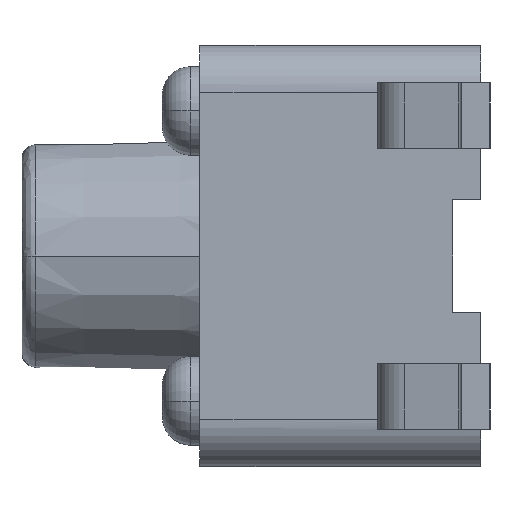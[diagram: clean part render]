
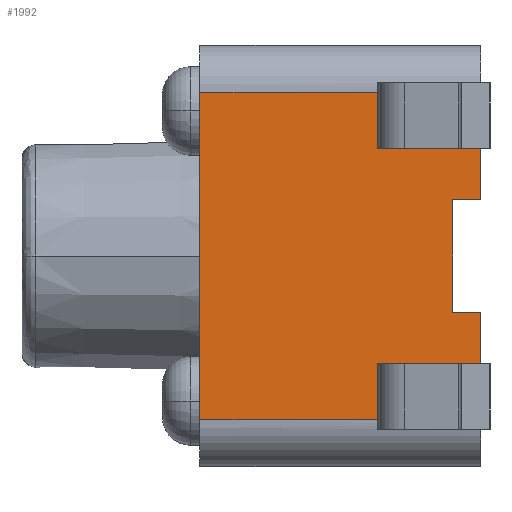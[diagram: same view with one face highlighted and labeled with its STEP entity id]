
A CAD part, left-side view. The second image highlights one B-rep face of the part: STEP entity #1992.
In plain terms, the highlighted planar face has unit normal (-1, 0, 0).
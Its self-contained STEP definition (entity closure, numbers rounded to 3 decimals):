
#21 = VERTEX_POINT ( 'NONE', #5959 ) ;
#120 = DIRECTION ( 'NONE',  ( 0., 0., -1. ) ) ;
#161 = VERTEX_POINT ( 'NONE', #5809 ) ;
#306 = CARTESIAN_POINT ( 'NONE',  ( -2.25, 0.517, 0. ) ) ;
#318 = CARTESIAN_POINT ( 'NONE',  ( -2.25, 0.6, -0.015 ) ) ;
#337 = EDGE_LOOP ( 'NONE', ( #3700, #5618, #6870, #1480, #601, #1986, #5109, #4366, #5841, #3773, #3498, #2277, #1173, #5034, #5598, #4585 ) ) ;
#359 = CARTESIAN_POINT ( 'NONE',  ( -2.25, 1.75, 0.8 ) ) ;
#373 = LINE ( 'NONE', #3023, #5378 ) ;
#392 = PLANE ( 'NONE',  #4504 ) ;
#397 = LINE ( 'NONE', #4873, #5079 ) ;
#445 = VECTOR ( 'NONE', #1050, 1000. ) ;
#448 = EDGE_CURVE ( 'NONE', #2951, #21, #6136, .T. ) ;
#566 = CARTESIAN_POINT ( 'NONE',  ( -2.25, -1.75, 1.1 ) ) ;
#601 = ORIENTED_EDGE ( 'NONE', *, *, #1912, .T. ) ;
#658 = VERTEX_POINT ( 'NONE', #771 ) ;
#689 = LINE ( 'NONE', #318, #3212 ) ;
#703 = EDGE_CURVE ( 'NONE', #5535, #4056, #373, .T. ) ;
#771 = CARTESIAN_POINT ( 'NONE',  ( -2.25, 0.6, 0.3 ) ) ;
#989 = VERTEX_POINT ( 'NONE', #3506 ) ;
#1050 = DIRECTION ( 'NONE',  ( 0., 0., 1. ) ) ;
#1052 = EDGE_CURVE ( 'NONE', #4056, #2998, #2893, .T. ) ;
#1096 = DIRECTION ( 'NONE',  ( 0., 0., -1. ) ) ;
#1112 = VECTOR ( 'NONE', #2639, 1000. ) ;
#1141 = DIRECTION ( 'NONE',  ( 0., 0., 1. ) ) ;
#1153 = LINE ( 'NONE', #1935, #6500 ) ;
#1173 = ORIENTED_EDGE ( 'NONE', *, *, #4140, .T. ) ;
#1213 = VECTOR ( 'NONE', #3640, 1000. ) ;
#1433 = VERTEX_POINT ( 'NONE', #2653 ) ;
#1465 = EDGE_CURVE ( 'NONE', #989, #2951, #3962, .T. ) ;
#1480 = ORIENTED_EDGE ( 'NONE', *, *, #1052, .T. ) ;
#1530 = DIRECTION ( 'NONE',  ( -1., 0., 0. ) ) ;
#1604 = LINE ( 'NONE', #2785, #6032 ) ;
#1644 = EDGE_CURVE ( 'NONE', #4839, #6879, #1604, .T. ) ;
#1736 = LINE ( 'NONE', #2624, #3356 ) ;
#1912 = EDGE_CURVE ( 'NONE', #2998, #658, #689, .T. ) ;
#1935 = CARTESIAN_POINT ( 'NONE',  ( -2.25, -2.333, 0. ) ) ;
#1986 = ORIENTED_EDGE ( 'NONE', *, *, #4713, .T. ) ;
#1992 = ADVANCED_FACE ( 'NONE', ( #5693 ), #392, .T. ) ;
#2028 = EDGE_CURVE ( 'NONE', #21, #3634, #2687, .T. ) ;
#2220 = LINE ( 'NONE', #3742, #4910 ) ;
#2277 = ORIENTED_EDGE ( 'NONE', *, *, #2028, .T. ) ;
#2570 = LINE ( 'NONE', #6057, #3930 ) ;
#2624 = CARTESIAN_POINT ( 'NONE',  ( -2.25, 1.75, -0.15 ) ) ;
#2628 = LINE ( 'NONE', #3078, #1213 ) ;
#2639 = DIRECTION ( 'NONE',  ( 0., 0., 1. ) ) ;
#2653 = CARTESIAN_POINT ( 'NONE',  ( -2.25, -0.6, 0.3 ) ) ;
#2687 = LINE ( 'NONE', #3088, #5614 ) ;
#2776 = DIRECTION ( 'NONE',  ( 0., 1., 0. ) ) ;
#2785 = CARTESIAN_POINT ( 'NONE',  ( -2.25, 1.15, -0.15 ) ) ;
#2893 = LINE ( 'NONE', #306, #4901 ) ;
#2951 = VERTEX_POINT ( 'NONE', #3668 ) ;
#2963 = CARTESIAN_POINT ( 'NONE',  ( -2.25, -0.6, 0. ) ) ;
#2998 = VERTEX_POINT ( 'NONE', #4136 ) ;
#3023 = CARTESIAN_POINT ( 'NONE',  ( -2.25, 1.75, -0.15 ) ) ;
#3078 = CARTESIAN_POINT ( 'NONE',  ( -2.25, -1.925, 1.1 ) ) ;
#3088 = CARTESIAN_POINT ( 'NONE',  ( -2.25, -1.925, 1.1 ) ) ;
#3183 = DIRECTION ( 'NONE',  ( 0., 0., -1. ) ) ;
#3212 = VECTOR ( 'NONE', #3998, 1000. ) ;
#3213 = DIRECTION ( 'NONE',  ( 0., 0., -1. ) ) ;
#3218 = CARTESIAN_POINT ( 'NONE',  ( -2.25, -1.925, 0.8 ) ) ;
#3341 = CARTESIAN_POINT ( 'NONE',  ( -2.25, -1.15, -0.15 ) ) ;
#3356 = VECTOR ( 'NONE', #3183, 1000. ) ;
#3483 = LINE ( 'NONE', #3715, #445 ) ;
#3487 = EDGE_CURVE ( 'NONE', #161, #5451, #1736, .T. ) ;
#3498 = ORIENTED_EDGE ( 'NONE', *, *, #448, .T. ) ;
#3506 = CARTESIAN_POINT ( 'NONE',  ( -2.25, -1.75, 0.8 ) ) ;
#3627 = CARTESIAN_POINT ( 'NONE',  ( -2.25, 2.475, 3. ) ) ;
#3634 = VERTEX_POINT ( 'NONE', #566 ) ;
#3640 = DIRECTION ( 'NONE',  ( 0., -1., 0. ) ) ;
#3653 = DIRECTION ( 'NONE',  ( 0., -1., 0. ) ) ;
#3668 = CARTESIAN_POINT ( 'NONE',  ( -2.25, -1.15, 0.8 ) ) ;
#3700 = ORIENTED_EDGE ( 'NONE', *, *, #1644, .T. ) ;
#3715 = CARTESIAN_POINT ( 'NONE',  ( -2.25, -1.75, -0.15 ) ) ;
#3742 = CARTESIAN_POINT ( 'NONE',  ( -2.25, -0.6, 0.315 ) ) ;
#3772 = CARTESIAN_POINT ( 'NONE',  ( -2.25, 1.15, 0.8 ) ) ;
#3773 = ORIENTED_EDGE ( 'NONE', *, *, #1465, .T. ) ;
#3930 = VECTOR ( 'NONE', #6010, 1000. ) ;
#3962 = LINE ( 'NONE', #3218, #5938 ) ;
#3998 = DIRECTION ( 'NONE',  ( 0., 0., 1. ) ) ;
#4056 = VERTEX_POINT ( 'NONE', #4226 ) ;
#4125 = EDGE_CURVE ( 'NONE', #6519, #989, #4223, .T. ) ;
#4136 = CARTESIAN_POINT ( 'NONE',  ( -2.25, 0.6, 0. ) ) ;
#4140 = EDGE_CURVE ( 'NONE', #3634, #5355, #3483, .T. ) ;
#4223 = LINE ( 'NONE', #5326, #1112 ) ;
#4226 = CARTESIAN_POINT ( 'NONE',  ( -2.25, 1.75, 0. ) ) ;
#4277 = EDGE_CURVE ( 'NONE', #6282, #6519, #1153, .T. ) ;
#4366 = ORIENTED_EDGE ( 'NONE', *, *, #4277, .T. ) ;
#4504 = AXIS2_PLACEMENT_3D ( 'NONE', #5727, #1530, #4717 ) ;
#4554 = CARTESIAN_POINT ( 'NONE',  ( -2.25, -1.75, 3. ) ) ;
#4585 = ORIENTED_EDGE ( 'NONE', *, *, #6232, .T. ) ;
#4587 = VECTOR ( 'NONE', #6427, 1000. ) ;
#4713 = EDGE_CURVE ( 'NONE', #658, #1433, #2570, .T. ) ;
#4717 = DIRECTION ( 'NONE',  ( 0., 0., 1. ) ) ;
#4839 = VERTEX_POINT ( 'NONE', #5661 ) ;
#4873 = CARTESIAN_POINT ( 'NONE',  ( -2.25, -1.925, 0.8 ) ) ;
#4901 = VECTOR ( 'NONE', #5127, 1000. ) ;
#4910 = VECTOR ( 'NONE', #3213, 1000. ) ;
#5034 = ORIENTED_EDGE ( 'NONE', *, *, #5097, .F. ) ;
#5038 = CARTESIAN_POINT ( 'NONE',  ( -2.25, 1.75, 1.1 ) ) ;
#5050 = CARTESIAN_POINT ( 'NONE',  ( -2.25, -1.75, 0. ) ) ;
#5079 = VECTOR ( 'NONE', #2776, 1000. ) ;
#5097 = EDGE_CURVE ( 'NONE', #161, #5355, #5984, .T. ) ;
#5109 = ORIENTED_EDGE ( 'NONE', *, *, #5193, .T. ) ;
#5127 = DIRECTION ( 'NONE',  ( 0., -1., 0. ) ) ;
#5193 = EDGE_CURVE ( 'NONE', #1433, #6282, #2220, .T. ) ;
#5255 = DIRECTION ( 'NONE',  ( 0., 1., 0. ) ) ;
#5294 = EDGE_CURVE ( 'NONE', #6879, #5535, #397, .T. ) ;
#5326 = CARTESIAN_POINT ( 'NONE',  ( -2.25, -1.75, -0.15 ) ) ;
#5355 = VERTEX_POINT ( 'NONE', #4554 ) ;
#5378 = VECTOR ( 'NONE', #1096, 1000. ) ;
#5451 = VERTEX_POINT ( 'NONE', #5038 ) ;
#5535 = VERTEX_POINT ( 'NONE', #359 ) ;
#5598 = ORIENTED_EDGE ( 'NONE', *, *, #3487, .T. ) ;
#5614 = VECTOR ( 'NONE', #3653, 1000. ) ;
#5618 = ORIENTED_EDGE ( 'NONE', *, *, #5294, .T. ) ;
#5661 = CARTESIAN_POINT ( 'NONE',  ( -2.25, 1.15, 1.1 ) ) ;
#5693 = FACE_OUTER_BOUND ( 'NONE', #337, .T. ) ;
#5727 = CARTESIAN_POINT ( 'NONE',  ( -2.25, -1.925, -0.15 ) ) ;
#5809 = CARTESIAN_POINT ( 'NONE',  ( -2.25, 1.75, 3. ) ) ;
#5841 = ORIENTED_EDGE ( 'NONE', *, *, #4125, .T. ) ;
#5938 = VECTOR ( 'NONE', #5255, 1000. ) ;
#5959 = CARTESIAN_POINT ( 'NONE',  ( -2.25, -1.15, 1.1 ) ) ;
#5984 = LINE ( 'NONE', #3627, #4587 ) ;
#6010 = DIRECTION ( 'NONE',  ( 0., -1., 0. ) ) ;
#6032 = VECTOR ( 'NONE', #120, 1000. ) ;
#6057 = CARTESIAN_POINT ( 'NONE',  ( -2.25, -0.66, 0.3 ) ) ;
#6136 = LINE ( 'NONE', #3341, #6550 ) ;
#6232 = EDGE_CURVE ( 'NONE', #5451, #4839, #2628, .T. ) ;
#6282 = VERTEX_POINT ( 'NONE', #2963 ) ;
#6427 = DIRECTION ( 'NONE',  ( 0., -1., 0. ) ) ;
#6500 = VECTOR ( 'NONE', #6703, 1000. ) ;
#6519 = VERTEX_POINT ( 'NONE', #5050 ) ;
#6550 = VECTOR ( 'NONE', #1141, 1000. ) ;
#6703 = DIRECTION ( 'NONE',  ( 0., -1., 0. ) ) ;
#6870 = ORIENTED_EDGE ( 'NONE', *, *, #703, .T. ) ;
#6879 = VERTEX_POINT ( 'NONE', #3772 ) ;
